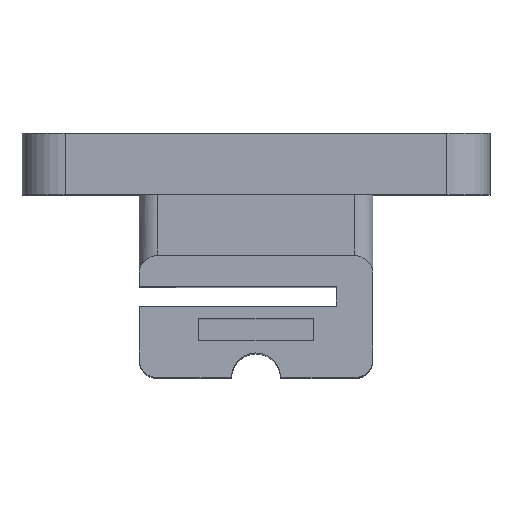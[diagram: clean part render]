
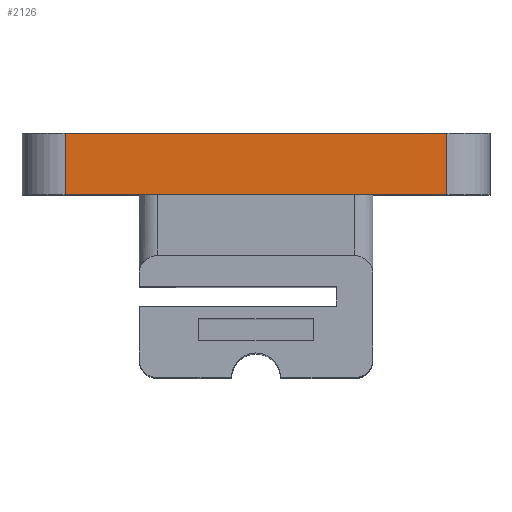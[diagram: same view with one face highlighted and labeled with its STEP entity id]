
A CAD part, top view. The second image highlights one B-rep face of the part: STEP entity #2126.
In plain terms, the highlighted planar face has unit normal (0, 0, 1).
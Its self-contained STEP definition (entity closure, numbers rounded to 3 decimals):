
#59=PLANE('',#2262);
#157=FACE_OUTER_BOUND('',#276,.T.);
#276=EDGE_LOOP('',(#1472,#1473,#1474,#1475,#1476,#1477));
#396=LINE('',#3063,#655);
#398=LINE('',#3069,#657);
#402=LINE('',#3081,#661);
#403=LINE('',#3083,#662);
#404=LINE('',#3085,#663);
#405=LINE('',#3086,#664);
#655=VECTOR('',#2442,10.);
#657=VECTOR('',#2448,10.);
#661=VECTOR('',#2458,10.);
#662=VECTOR('',#2459,10.);
#663=VECTOR('',#2460,10.);
#664=VECTOR('',#2461,10.);
#939=VERTEX_POINT('',#3060);
#940=VERTEX_POINT('',#3062);
#942=VERTEX_POINT('',#3068);
#947=VERTEX_POINT('',#3080);
#948=VERTEX_POINT('',#3082);
#949=VERTEX_POINT('',#3084);
#1141=EDGE_CURVE('',#939,#940,#396,.T.);
#1144=EDGE_CURVE('',#940,#942,#398,.T.);
#1150=EDGE_CURVE('',#939,#947,#402,.T.);
#1151=EDGE_CURVE('',#948,#947,#403,.T.);
#1152=EDGE_CURVE('',#949,#948,#404,.T.);
#1153=EDGE_CURVE('',#942,#949,#405,.T.);
#1472=ORIENTED_EDGE('',*,*,#1141,.F.);
#1473=ORIENTED_EDGE('',*,*,#1150,.T.);
#1474=ORIENTED_EDGE('',*,*,#1151,.F.);
#1475=ORIENTED_EDGE('',*,*,#1152,.F.);
#1476=ORIENTED_EDGE('',*,*,#1153,.F.);
#1477=ORIENTED_EDGE('',*,*,#1144,.F.);
#2126=ADVANCED_FACE('',(#157),#59,.T.);
#2262=AXIS2_PLACEMENT_3D('',#3079,#2456,#2457);
#2442=DIRECTION('',(0.,-1.,0.));
#2448=DIRECTION('',(-1.,0.,0.));
#2456=DIRECTION('center_axis',(0.,0.,1.));
#2457=DIRECTION('ref_axis',(1.,0.,0.));
#2458=DIRECTION('',(-1.,0.,0.));
#2459=DIRECTION('',(0.,1.,0.));
#2460=DIRECTION('',(-1.,0.,0.));
#2461=DIRECTION('',(-1.,0.,0.));
#3060=CARTESIAN_POINT('',(15.502,14.95,25.));
#3062=CARTESIAN_POINT('',(15.502,9.95,25.));
#3063=CARTESIAN_POINT('',(15.502,11.2,25.));
#3068=CARTESIAN_POINT('',(8.,9.95,25.));
#3069=CARTESIAN_POINT('',(4.75,9.95,25.));
#3079=CARTESIAN_POINT('Origin',(0.,12.45,25.));
#3080=CARTESIAN_POINT('',(-15.502,14.95,25.));
#3081=CARTESIAN_POINT('',(19.002,14.95,25.));
#3082=CARTESIAN_POINT('',(-15.502,9.95,25.));
#3083=CARTESIAN_POINT('',(-15.502,13.7,25.));
#3084=CARTESIAN_POINT('',(-8.,9.95,25.));
#3085=CARTESIAN_POINT('',(4.75,9.95,25.));
#3086=CARTESIAN_POINT('',(4.75,9.95,25.));
